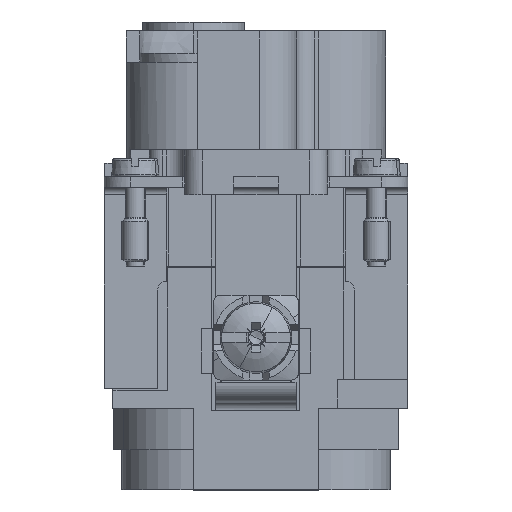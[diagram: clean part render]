
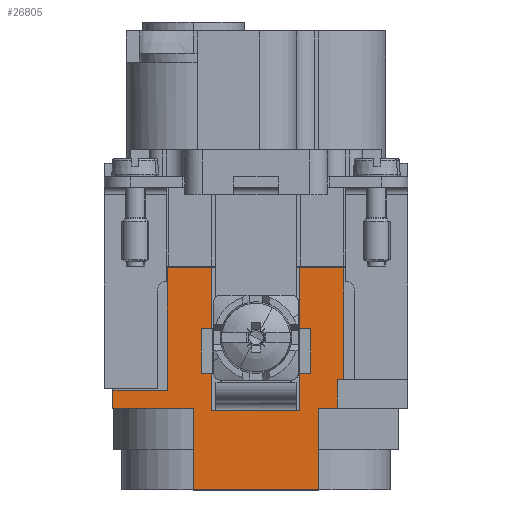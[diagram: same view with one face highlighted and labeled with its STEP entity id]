
A CAD part, front view. The second image highlights one B-rep face of the part: STEP entity #26805.
In plain terms, the highlighted planar face has unit normal (0, -1, 0).
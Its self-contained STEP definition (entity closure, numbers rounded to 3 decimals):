
#26688=AXIS2_PLACEMENT_3D('Plane Axis2P3D',#26685,#26686,#26687) ;
#23012=CARTESIAN_POINT('Vertex',(26.1,10.35,9.15)) ;
#23015=CARTESIAN_POINT('Line Origine',(25.05,10.35,9.15)) ;
#23019=CARTESIAN_POINT('Vertex',(24.,10.35,9.15)) ;
#26465=CARTESIAN_POINT('Line Origine',(24.,10.35,4.575)) ;
#26469=CARTESIAN_POINT('Vertex',(24.,10.35,0.)) ;
#26670=CARTESIAN_POINT('Vertex',(26.1,10.35,12.35)) ;
#26673=CARTESIAN_POINT('Line Origine',(26.1,10.35,10.75)) ;
#26685=CARTESIAN_POINT('Axis2P3D Location',(-2.776,10.35,24.85)) ;
#26690=CARTESIAN_POINT('Line Origine',(26.45,10.35,12.35)) ;
#26694=CARTESIAN_POINT('Vertex',(26.8,10.35,12.35)) ;
#26697=CARTESIAN_POINT('Line Origine',(26.8,10.35,18.6)) ;
#26701=CARTESIAN_POINT('Vertex',(26.8,10.35,24.85)) ;
#26704=CARTESIAN_POINT('Line Origine',(26.45,10.35,24.85)) ;
#26708=CARTESIAN_POINT('Vertex',(26.1,10.35,24.85)) ;
#26711=CARTESIAN_POINT('Line Origine',(24.,10.35,24.85)) ;
#26715=CARTESIAN_POINT('Vertex',(21.9,10.35,24.85)) ;
#26718=CARTESIAN_POINT('Line Origine',(21.9,10.35,16.85)) ;
#26722=CARTESIAN_POINT('Vertex',(21.9,10.35,8.85)) ;
#26725=CARTESIAN_POINT('Line Origine',(16.95,10.35,8.85)) ;
#26729=CARTESIAN_POINT('Vertex',(12.,10.35,8.85)) ;
#26732=CARTESIAN_POINT('Line Origine',(12.,10.35,16.85)) ;
#26736=CARTESIAN_POINT('Vertex',(12.,10.35,24.85)) ;
#26739=CARTESIAN_POINT('Line Origine',(9.55,10.35,24.85)) ;
#26743=CARTESIAN_POINT('Vertex',(7.1,10.35,24.85)) ;
#26746=CARTESIAN_POINT('Line Origine',(7.1,10.35,18.)) ;
#26750=CARTESIAN_POINT('Vertex',(7.1,10.35,11.15)) ;
#26753=CARTESIAN_POINT('Line Origine',(4.05,10.35,11.15)) ;
#26757=CARTESIAN_POINT('Vertex',(1.,10.35,11.15)) ;
#26760=CARTESIAN_POINT('Line Origine',(1.,10.35,10.15)) ;
#26764=CARTESIAN_POINT('Vertex',(1.,10.35,9.15)) ;
#26767=CARTESIAN_POINT('Line Origine',(5.5,10.35,9.15)) ;
#26771=CARTESIAN_POINT('Vertex',(10.,10.35,9.15)) ;
#26774=CARTESIAN_POINT('Line Origine',(10.,10.35,4.575)) ;
#26778=CARTESIAN_POINT('Vertex',(10.,10.35,0.)) ;
#26781=CARTESIAN_POINT('Line Origine',(17.,10.35,0.)) ;
#23016=DIRECTION('Vector Direction',(-1.,0.,0.)) ;
#26466=DIRECTION('Vector Direction',(0.,0.,1.)) ;
#26674=DIRECTION('Vector Direction',(0.,0.,-1.)) ;
#26686=DIRECTION('Axis2P3D Direction',(0.,1.,0.)) ;
#26687=DIRECTION('Axis2P3D XDirection',(1.,0.,0.)) ;
#26691=DIRECTION('Vector Direction',(1.,0.,0.)) ;
#26698=DIRECTION('Vector Direction',(0.,0.,-1.)) ;
#26705=DIRECTION('Vector Direction',(1.,0.,0.)) ;
#26712=DIRECTION('Vector Direction',(1.,0.,0.)) ;
#26719=DIRECTION('Vector Direction',(0.,0.,-1.)) ;
#26726=DIRECTION('Vector Direction',(-1.,0.,0.)) ;
#26733=DIRECTION('Vector Direction',(0.,0.,-1.)) ;
#26740=DIRECTION('Vector Direction',(1.,0.,0.)) ;
#26747=DIRECTION('Vector Direction',(0.,0.,-1.)) ;
#26754=DIRECTION('Vector Direction',(-1.,0.,0.)) ;
#26761=DIRECTION('Vector Direction',(0.,0.,-1.)) ;
#26768=DIRECTION('Vector Direction',(1.,0.,0.)) ;
#26775=DIRECTION('Vector Direction',(0.,0.,1.)) ;
#26782=DIRECTION('Vector Direction',(1.,0.,0.)) ;
#23017=VECTOR('Line Direction',#23016,1.) ;
#26467=VECTOR('Line Direction',#26466,1.) ;
#26675=VECTOR('Line Direction',#26674,1.) ;
#26692=VECTOR('Line Direction',#26691,1.) ;
#26699=VECTOR('Line Direction',#26698,1.) ;
#26706=VECTOR('Line Direction',#26705,1.) ;
#26713=VECTOR('Line Direction',#26712,1.) ;
#26720=VECTOR('Line Direction',#26719,1.) ;
#26727=VECTOR('Line Direction',#26726,1.) ;
#26734=VECTOR('Line Direction',#26733,1.) ;
#26741=VECTOR('Line Direction',#26740,1.) ;
#26748=VECTOR('Line Direction',#26747,1.) ;
#26755=VECTOR('Line Direction',#26754,1.) ;
#26762=VECTOR('Line Direction',#26761,1.) ;
#26769=VECTOR('Line Direction',#26768,1.) ;
#26776=VECTOR('Line Direction',#26775,1.) ;
#26783=VECTOR('Line Direction',#26782,1.) ;
#26787=ORIENTED_EDGE('',*,*,#26471,.T.) ;
#26788=ORIENTED_EDGE('',*,*,#23021,.F.) ;
#26789=ORIENTED_EDGE('',*,*,#26677,.F.) ;
#26790=ORIENTED_EDGE('',*,*,#26696,.F.) ;
#26791=ORIENTED_EDGE('',*,*,#26703,.F.) ;
#26792=ORIENTED_EDGE('',*,*,#26710,.T.) ;
#26793=ORIENTED_EDGE('',*,*,#26717,.T.) ;
#26794=ORIENTED_EDGE('',*,*,#26724,.T.) ;
#26795=ORIENTED_EDGE('',*,*,#26731,.T.) ;
#26796=ORIENTED_EDGE('',*,*,#26738,.F.) ;
#26797=ORIENTED_EDGE('',*,*,#26745,.T.) ;
#26798=ORIENTED_EDGE('',*,*,#26752,.T.) ;
#26799=ORIENTED_EDGE('',*,*,#26759,.F.) ;
#26800=ORIENTED_EDGE('',*,*,#26766,.T.) ;
#26801=ORIENTED_EDGE('',*,*,#26773,.F.) ;
#26802=ORIENTED_EDGE('',*,*,#26780,.F.) ;
#26803=ORIENTED_EDGE('',*,*,#26785,.T.) ;
#26805=ADVANCED_FACE('Hauptk\X2\00F6\X0\rper',(#26804),#26689,.F.) ;
#23021=EDGE_CURVE('',#23013,#23020,#23018,.T.) ;
#26471=EDGE_CURVE('',#26470,#23020,#26468,.T.) ;
#26677=EDGE_CURVE('',#26671,#23013,#26676,.T.) ;
#26696=EDGE_CURVE('',#26695,#26671,#26693,.F.) ;
#26703=EDGE_CURVE('',#26702,#26695,#26700,.T.) ;
#26710=EDGE_CURVE('',#26702,#26709,#26707,.F.) ;
#26717=EDGE_CURVE('',#26709,#26716,#26714,.F.) ;
#26724=EDGE_CURVE('',#26716,#26723,#26721,.T.) ;
#26731=EDGE_CURVE('',#26723,#26730,#26728,.T.) ;
#26738=EDGE_CURVE('',#26737,#26730,#26735,.T.) ;
#26745=EDGE_CURVE('',#26737,#26744,#26742,.F.) ;
#26752=EDGE_CURVE('',#26744,#26751,#26749,.T.) ;
#26759=EDGE_CURVE('',#26758,#26751,#26756,.F.) ;
#26766=EDGE_CURVE('',#26758,#26765,#26763,.T.) ;
#26773=EDGE_CURVE('',#26772,#26765,#26770,.F.) ;
#26780=EDGE_CURVE('',#26779,#26772,#26777,.T.) ;
#26785=EDGE_CURVE('',#26779,#26470,#26784,.T.) ;
#26786=EDGE_LOOP('',(#26787,#26788,#26789,#26790,#26791,#26792,#26793,#26794,#26795,#26796,#26797,#26798,#26799,#26800,#26801,#26802,#26803)) ;
#26804=FACE_OUTER_BOUND('',#26786,.T.) ;
#23018=LINE('Line',#23015,#23017) ;
#26468=LINE('Line',#26465,#26467) ;
#26676=LINE('Line',#26673,#26675) ;
#26693=LINE('Line',#26690,#26692) ;
#26700=LINE('Line',#26697,#26699) ;
#26707=LINE('Line',#26704,#26706) ;
#26714=LINE('Line',#26711,#26713) ;
#26721=LINE('Line',#26718,#26720) ;
#26728=LINE('Line',#26725,#26727) ;
#26735=LINE('Line',#26732,#26734) ;
#26742=LINE('Line',#26739,#26741) ;
#26749=LINE('Line',#26746,#26748) ;
#26756=LINE('Line',#26753,#26755) ;
#26763=LINE('Line',#26760,#26762) ;
#26770=LINE('Line',#26767,#26769) ;
#26777=LINE('Line',#26774,#26776) ;
#26784=LINE('Line',#26781,#26783) ;
#26689=PLANE('',#26688) ;
#23013=VERTEX_POINT('',#23012) ;
#23020=VERTEX_POINT('',#23019) ;
#26470=VERTEX_POINT('',#26469) ;
#26671=VERTEX_POINT('',#26670) ;
#26695=VERTEX_POINT('',#26694) ;
#26702=VERTEX_POINT('',#26701) ;
#26709=VERTEX_POINT('',#26708) ;
#26716=VERTEX_POINT('',#26715) ;
#26723=VERTEX_POINT('',#26722) ;
#26730=VERTEX_POINT('',#26729) ;
#26737=VERTEX_POINT('',#26736) ;
#26744=VERTEX_POINT('',#26743) ;
#26751=VERTEX_POINT('',#26750) ;
#26758=VERTEX_POINT('',#26757) ;
#26765=VERTEX_POINT('',#26764) ;
#26772=VERTEX_POINT('',#26771) ;
#26779=VERTEX_POINT('',#26778) ;
